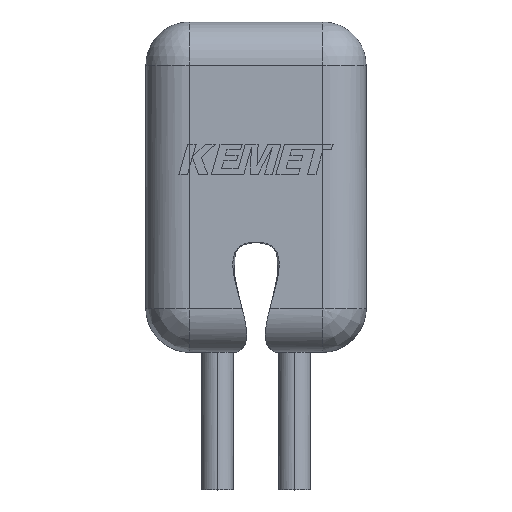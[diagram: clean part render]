
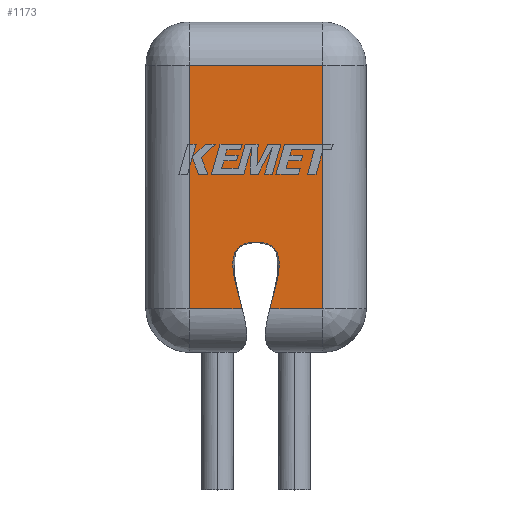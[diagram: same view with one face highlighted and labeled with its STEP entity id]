
A CAD part, top view. The second image highlights one B-rep face of the part: STEP entity #1173.
In plain terms, the highlighted planar face has unit normal (0, 0, 1).
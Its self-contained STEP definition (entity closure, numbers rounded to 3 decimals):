
#48 = VERTEX_POINT ( 'NONE', #2302 ) ;
#98 = CARTESIAN_POINT ( 'NONE',  ( 0., 1., 2.54 ) ) ;
#177 = ORIENTED_EDGE ( 'NONE', *, *, #3800, .T. ) ;
#339 = DIRECTION ( 'NONE',  ( 0., -1., 0. ) ) ;
#436 = EDGE_CURVE ( 'NONE', #2490, #48, #822, .T. ) ;
#449 = VECTOR ( 'NONE', #2475, 1000. ) ;
#535 = CARTESIAN_POINT ( 'NONE',  ( 3.047, 1.713, 2.54 ) ) ;
#547 = EDGE_CURVE ( 'NONE', #2464, #1300, #3460, .T. ) ;
#565 = AXIS2_PLACEMENT_3D ( 'NONE', #2455, #1311, #3992 ) ;
#588 = ORIENTED_EDGE ( 'NONE', *, *, #4929, .T. ) ;
#704 = LINE ( 'NONE', #1044, #2740 ) ;
#822 = LINE ( 'NONE', #98, #3923 ) ;
#854 = EDGE_LOOP ( 'NONE', ( #2908, #588, #1192, #2530, #177, #3046, #2467 ) ) ;
#858 = CARTESIAN_POINT ( 'NONE',  ( 0., 1., 2.54 ) ) ;
#1044 = CARTESIAN_POINT ( 'NONE',  ( 4.08, 0., 2.54 ) ) ;
#1055 = CARTESIAN_POINT ( 'NONE',  ( 1.728, 2.54, 2.54 ) ) ;
#1095 = LINE ( 'NONE', #3034, #1715 ) ;
#1173 = ADVANCED_FACE ( 'NONE', ( #2696 ), #3512, .F. ) ;
#1192 = ORIENTED_EDGE ( 'NONE', *, *, #547, .T. ) ;
#1300 = VERTEX_POINT ( 'NONE', #4104 ) ;
#1311 = DIRECTION ( 'NONE',  ( 0., 0., -1. ) ) ;
#1715 = VECTOR ( 'NONE', #339, 1000. ) ;
#1818 = CARTESIAN_POINT ( 'NONE',  ( 2.54, 2.54, 2.54 ) ) ;
#1890 = DIRECTION ( 'NONE',  ( 1., 0., 0. ) ) ;
#2008 = CARTESIAN_POINT ( 'NONE',  ( 2.54, 2.54, 2.54 ) ) ;
#2014 = CARTESIAN_POINT ( 'NONE',  ( 1., 1., 2.54 ) ) ;
#2139 = VERTEX_POINT ( 'NONE', #2008 ) ;
#2302 = CARTESIAN_POINT ( 'NONE',  ( 2.221, 1., 2.54 ) ) ;
#2423 = CARTESIAN_POINT ( 'NONE',  ( 2.54, 2.54, 2.54 ) ) ;
#2455 = CARTESIAN_POINT ( 'NONE',  ( 0., 0., 2.54 ) ) ;
#2464 = VERTEX_POINT ( 'NONE', #2529 ) ;
#2467 = ORIENTED_EDGE ( 'NONE', *, *, #436, .T. ) ;
#2475 = DIRECTION ( 'NONE',  ( -1., 0., 0. ) ) ;
#2490 = VERTEX_POINT ( 'NONE', #2014 ) ;
#2529 = CARTESIAN_POINT ( 'NONE',  ( 2.859, 1., 2.54 ) ) ;
#2530 = ORIENTED_EDGE ( 'NONE', *, *, #3905, .T. ) ;
#2696 = FACE_OUTER_BOUND ( 'NONE', #854, .T. ) ;
#2740 = VECTOR ( 'NONE', #3341, 1000. ) ;
#2908 = ORIENTED_EDGE ( 'NONE', *, *, #3012, .F. ) ;
#2938 = CARTESIAN_POINT ( 'NONE',  ( 2.221, 1., 2.54 ) ) ;
#2951 = VERTEX_POINT ( 'NONE', #3551 ) ;
#3012 = EDGE_CURVE ( 'NONE', #2139, #48, #3053, .T. ) ;
#3034 = CARTESIAN_POINT ( 'NONE',  ( 1., 0., 2.54 ) ) ;
#3046 = ORIENTED_EDGE ( 'NONE', *, *, #3573, .T. ) ;
#3053 = B_SPLINE_CURVE_WITH_KNOTS ( 'NONE', 3,
 ( #1818, #1055, #3326, #2938 ),
 .UNSPECIFIED., .F., .F.,
 ( 4, 4 ),
 ( 0., 0.598 ),
 .UNSPECIFIED. ) ;
#3194 = CARTESIAN_POINT ( 'NONE',  ( 2.859, 1., 2.54 ) ) ;
#3326 = CARTESIAN_POINT ( 'NONE',  ( 2.033, 1.713, 2.54 ) ) ;
#3341 = DIRECTION ( 'NONE',  ( 0., 1., 0. ) ) ;
#3460 = LINE ( 'NONE', #858, #4578 ) ;
#3512 = PLANE ( 'NONE',  #565 ) ;
#3551 = CARTESIAN_POINT ( 'NONE',  ( 4.08, 6.62, 2.54 ) ) ;
#3573 = EDGE_CURVE ( 'NONE', #4307, #2490, #1095, .T. ) ;
#3800 = EDGE_CURVE ( 'NONE', #2951, #4307, #4393, .T. ) ;
#3818 = B_SPLINE_CURVE_WITH_KNOTS ( 'NONE', 3,
 ( #2423, #3957, #535, #3194 ),
 .UNSPECIFIED., .F., .F.,
 ( 4, 4 ),
 ( 0., 0.598 ),
 .UNSPECIFIED. ) ;
#3905 = EDGE_CURVE ( 'NONE', #1300, #2951, #704, .T. ) ;
#3923 = VECTOR ( 'NONE', #4243, 1000. ) ;
#3957 = CARTESIAN_POINT ( 'NONE',  ( 3.352, 2.54, 2.54 ) ) ;
#3992 = DIRECTION ( 'NONE',  ( -1., 0., 0. ) ) ;
#4053 = CARTESIAN_POINT ( 'NONE',  ( 0., 6.62, 2.54 ) ) ;
#4104 = CARTESIAN_POINT ( 'NONE',  ( 4.08, 1., 2.54 ) ) ;
#4243 = DIRECTION ( 'NONE',  ( 1., 0., 0. ) ) ;
#4307 = VERTEX_POINT ( 'NONE', #4520 ) ;
#4393 = LINE ( 'NONE', #4053, #449 ) ;
#4520 = CARTESIAN_POINT ( 'NONE',  ( 1., 6.62, 2.54 ) ) ;
#4578 = VECTOR ( 'NONE', #1890, 1000. ) ;
#4929 = EDGE_CURVE ( 'NONE', #2139, #2464, #3818, .T. ) ;
